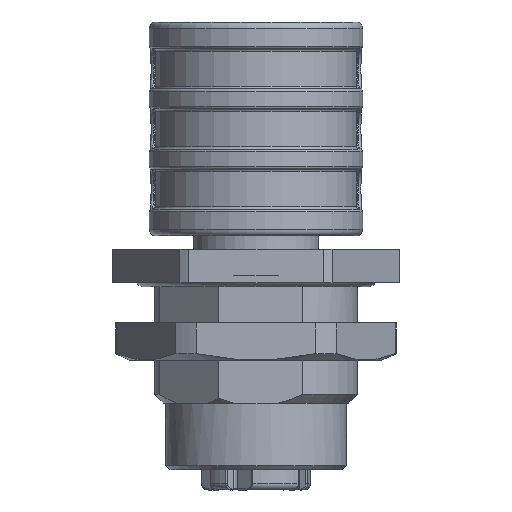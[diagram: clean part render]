
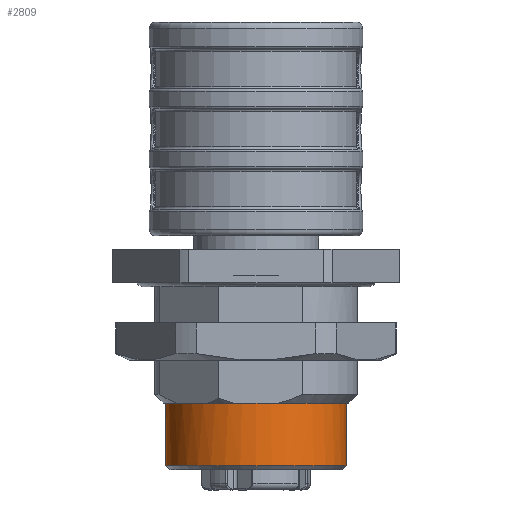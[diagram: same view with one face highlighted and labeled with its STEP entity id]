
A CAD part, front view. The second image highlights one B-rep face of the part: STEP entity #2809.
In plain terms, the highlighted cylindrical face has radius 6.75 mm (diameter 13.5 mm), a full revolution.
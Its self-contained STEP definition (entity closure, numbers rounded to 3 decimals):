
#2809=ADVANCED_FACE('',(#3266,#3267),#3112,.T.);
#3112=CYLINDRICAL_SURFACE('',#10349,6.75);
#3266=FACE_BOUND('',#3807,.T.);
#3267=FACE_BOUND('',#3808,.T.);
#3807=EDGE_LOOP('',(#5991,#5992,#5993,#5994));
#3808=EDGE_LOOP('',(#5995));
#5991=ORIENTED_EDGE('',*,*,#8587,.F.);
#5992=ORIENTED_EDGE('',*,*,#8588,.F.);
#5993=ORIENTED_EDGE('',*,*,#8589,.F.);
#5994=ORIENTED_EDGE('',*,*,#8590,.F.);
#5995=ORIENTED_EDGE('',*,*,#8586,.T.);
#7340=VERTEX_POINT('',#16743);
#7341=VERTEX_POINT('',#16746);
#7342=VERTEX_POINT('',#16747);
#7343=VERTEX_POINT('',#16749);
#7344=VERTEX_POINT('',#16751);
#8586=EDGE_CURVE('',#7340,#7340,#9355,.T.);
#8587=EDGE_CURVE('',#7341,#7342,#9356,.T.);
#8588=EDGE_CURVE('',#7343,#7341,#9357,.T.);
#8589=EDGE_CURVE('',#7344,#7343,#9358,.T.);
#8590=EDGE_CURVE('',#7342,#7344,#9359,.T.);
#9355=CIRCLE('',#10343,6.75);
#9356=CIRCLE('',#10345,6.75);
#9357=CIRCLE('',#10346,6.75);
#9358=CIRCLE('',#10347,6.75);
#9359=CIRCLE('',#10348,6.75);
#10343=AXIS2_PLACEMENT_3D('',#16742,#12803,#12804);
#10345=AXIS2_PLACEMENT_3D('',#16745,#12807,#12808);
#10346=AXIS2_PLACEMENT_3D('',#16748,#12809,#12810);
#10347=AXIS2_PLACEMENT_3D('',#16750,#12811,#12812);
#10348=AXIS2_PLACEMENT_3D('',#16752,#12813,#12814);
#10349=AXIS2_PLACEMENT_3D('',#16753,#12815,#12816);
#12803=DIRECTION('',(0.,0.,1.));
#12804=DIRECTION('',(0.,-1.,0.));
#12807=DIRECTION('',(0.,0.,1.));
#12808=DIRECTION('',(0.,-1.,0.));
#12809=DIRECTION('',(0.,0.,1.));
#12810=DIRECTION('',(0.,-1.,0.));
#12811=DIRECTION('',(0.,0.,1.));
#12812=DIRECTION('',(0.,-1.,0.));
#12813=DIRECTION('',(0.,0.,1.));
#12814=DIRECTION('',(0.,-1.,0.));
#12815=DIRECTION('',(0.,0.,1.));
#12816=DIRECTION('',(0.,1.,0.));
#16742=CARTESIAN_POINT('',(50.,3.5,12.3));
#16743=CARTESIAN_POINT('',(50.,-3.25,12.3));
#16745=CARTESIAN_POINT('',(50.,3.5,17.));
#16746=CARTESIAN_POINT('',(54.773,8.273,17.));
#16747=CARTESIAN_POINT('',(50.,10.25,17.));
#16748=CARTESIAN_POINT('',(50.,3.5,17.));
#16749=CARTESIAN_POINT('',(50.,-3.25,17.));
#16750=CARTESIAN_POINT('',(50.,3.5,17.));
#16751=CARTESIAN_POINT('',(45.227,-1.273,17.));
#16752=CARTESIAN_POINT('',(50.,3.5,17.));
#16753=CARTESIAN_POINT('',(50.,3.5,28.5));
